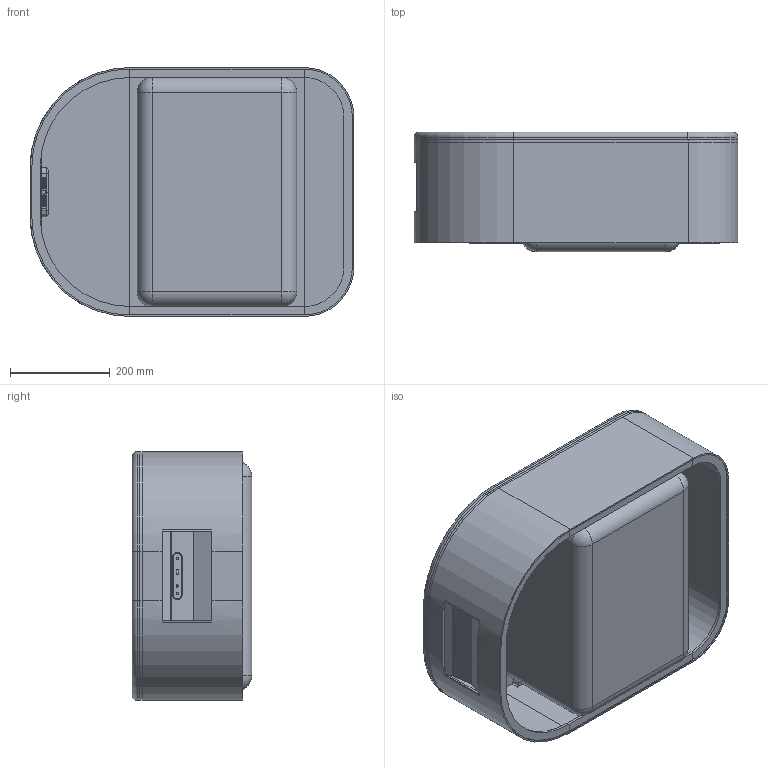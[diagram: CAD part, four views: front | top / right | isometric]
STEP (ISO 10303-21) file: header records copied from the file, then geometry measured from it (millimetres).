
FILE_DESCRIPTION (( 'STEP AP214' ), '1' );
FILE_NAME ('chasis2.STEP', '2022-09-05T12:57:59', ( '' ), ( '' ), 'SwSTEP 2.0', 'SolidWorks 2020', '' );
FILE_SCHEMA (( 'AUTOMOTIVE_DESIGN' ));
Length unit declared in the file: millimetre
Products named in the file (8): chasis2; RTapa Sup M3; RCompartimento M3; RLateralD M3; RFrontalBajo M3; RPosterior M3; RTapa M3; Camera_RealSende_D415.stp
Assembly tree (8 placements, depth 2):
  chasis2
    RFrontalBajo M3
    RPosterior M3
    RLateralD M3  x2
    RCompartimento M3
    RTapa M3
    RTapa Sup M3
    Camera_RealSende_D415.stp
Bounding box: 650.34 x 240 x 500 mm (x, y, z)
Volume: 11657072.7 mm3; surface area: 2895501 mm2
Topology: 12 solids, 46 shells, 958 faces, 2494 edges, 1669 vertices
Faces by surface type: plane 369, bspline 342, cylinder 235, sphere 8, torus 4
Entity records: 33314 total; most frequent: CARTESIAN_POINT 14103, ORIENTED_EDGE 4776, EDGE_CURVE 2390, DIRECTION 2184, VERTEX_POINT 1605, B_SPLINE_CURVE_WITH_KNOTS 1486, EDGE_LOOP 1030, ADVANCED_FACE 920
